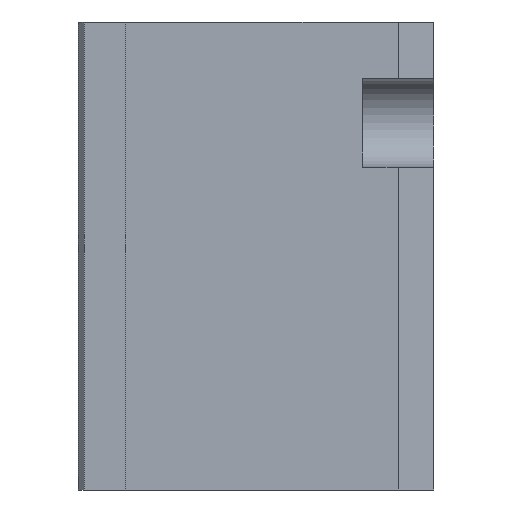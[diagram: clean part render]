
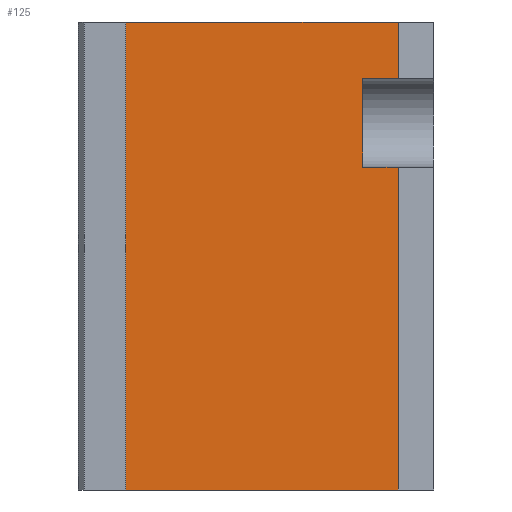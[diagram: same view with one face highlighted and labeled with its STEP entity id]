
A CAD part, left-side view. The second image highlights one B-rep face of the part: STEP entity #125.
In plain terms, the highlighted planar face has unit normal (-1, 0, 0).
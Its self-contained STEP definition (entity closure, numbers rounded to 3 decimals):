
#125 = ADVANCED_FACE( '', ( #250 ), #251, .T. );
#250 = FACE_OUTER_BOUND( '', #397, .T. );
#251 = PLANE( '', #398 );
#397 = EDGE_LOOP( '', ( #827, #828, #829, #830, #831, #832, #833, #834 ) );
#398 = AXIS2_PLACEMENT_3D( '', #835, #836, #837 );
#827 = ORIENTED_EDGE( '', *, *, #1132, .T. );
#828 = ORIENTED_EDGE( '', *, *, #1127, .T. );
#829 = ORIENTED_EDGE( '', *, *, #1120, .T. );
#830 = ORIENTED_EDGE( '', *, *, #1137, .T. );
#831 = ORIENTED_EDGE( '', *, *, #1082, .T. );
#832 = ORIENTED_EDGE( '', *, *, #1138, .F. );
#833 = ORIENTED_EDGE( '', *, *, #1139, .T. );
#834 = ORIENTED_EDGE( '', *, *, #1140, .T. );
#835 = CARTESIAN_POINT( '', ( -42.5, 6., 0. ) );
#836 = DIRECTION( '', ( -1., 0., 0. ) );
#837 = DIRECTION( '', ( 0., -1., 0. ) );
#1082 = EDGE_CURVE( '', #1334, #1332, #1335, .T. );
#1120 = EDGE_CURVE( '', #1386, #1387, #1388, .T. );
#1127 = EDGE_CURVE( '', #1399, #1386, #1400, .T. );
#1132 = EDGE_CURVE( '', #1407, #1399, #1408, .T. );
#1137 = EDGE_CURVE( '', #1387, #1334, #1415, .T. );
#1138 = EDGE_CURVE( '', #1416, #1332, #1417, .T. );
#1139 = EDGE_CURVE( '', #1416, #1418, #1419, .T. );
#1140 = EDGE_CURVE( '', #1418, #1407, #1420, .T. );
#1332 = VERTEX_POINT( '', #1748 );
#1334 = VERTEX_POINT( '', #1751 );
#1335 = LINE( '', #1752, #1753 );
#1386 = VERTEX_POINT( '', #1879 );
#1387 = VERTEX_POINT( '', #1880 );
#1388 = LINE( '', #1881, #1882 );
#1399 = VERTEX_POINT( '', #1899 );
#1400 = LINE( '', #1900, #1901 );
#1407 = VERTEX_POINT( '', #1910 );
#1408 = LINE( '', #1911, #1912 );
#1415 = LINE( '', #1923, #1924 );
#1416 = VERTEX_POINT( '', #1925 );
#1417 = LINE( '', #1926, #1927 );
#1418 = VERTEX_POINT( '', #1928 );
#1419 = LINE( '', #1929, #1930 );
#1420 = LINE( '', #1931, #1932 );
#1748 = CARTESIAN_POINT( '', ( -42.5, 52., 79. ) );
#1751 = CARTESIAN_POINT( '', ( -42.5, 6., 79. ) );
#1752 = CARTESIAN_POINT( '', ( -42.5, 52., 79. ) );
#1753 = VECTOR( '', #2142, 1. );
#1879 = CARTESIAN_POINT( '', ( -42.5, 12., 69.5 ) );
#1880 = CARTESIAN_POINT( '', ( -42.5, 6., 69.5 ) );
#1881 = CARTESIAN_POINT( '', ( -42.5, 9., 69.5 ) );
#1882 = VECTOR( '', #2218, 1. );
#1899 = CARTESIAN_POINT( '', ( -42.5, 12., 54.5 ) );
#1900 = CARTESIAN_POINT( '', ( -42.5, 12., 0. ) );
#1901 = VECTOR( '', #2225, 1. );
#1910 = CARTESIAN_POINT( '', ( -42.5, 6., 54.5 ) );
#1911 = CARTESIAN_POINT( '', ( -42.5, 9., 54.5 ) );
#1912 = VECTOR( '', #2234, 1. );
#1923 = CARTESIAN_POINT( '', ( -42.5, 6., 0. ) );
#1924 = VECTOR( '', #2239, 1. );
#1925 = CARTESIAN_POINT( '', ( -42.5, 52., 0. ) );
#1926 = CARTESIAN_POINT( '', ( -42.5, 52., 0. ) );
#1927 = VECTOR( '', #2240, 1. );
#1928 = CARTESIAN_POINT( '', ( -42.5, 6., 0. ) );
#1929 = CARTESIAN_POINT( '', ( -42.5, 52., 0. ) );
#1930 = VECTOR( '', #2241, 1. );
#1931 = CARTESIAN_POINT( '', ( -42.5, 6., 0. ) );
#1932 = VECTOR( '', #2242, 1. );
#2142 = DIRECTION( '', ( 0., 1., 0. ) );
#2218 = DIRECTION( '', ( 0., -1., 0. ) );
#2225 = DIRECTION( '', ( 0., 0., 1. ) );
#2234 = DIRECTION( '', ( 0., 1., 0. ) );
#2239 = DIRECTION( '', ( 0., 0., 1. ) );
#2240 = DIRECTION( '', ( 0., 0., 1. ) );
#2241 = DIRECTION( '', ( 0., -1., 0. ) );
#2242 = DIRECTION( '', ( 0., 0., 1. ) );
